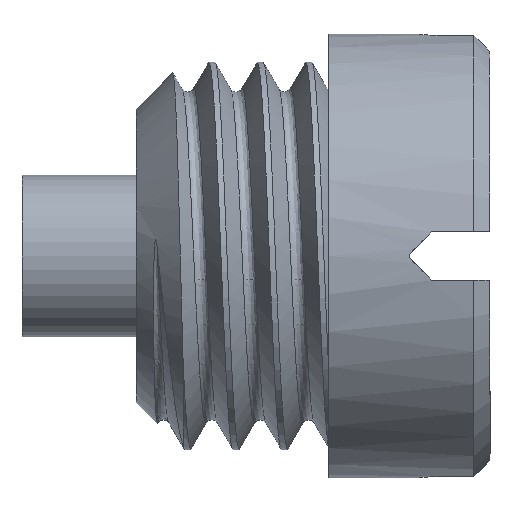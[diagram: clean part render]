
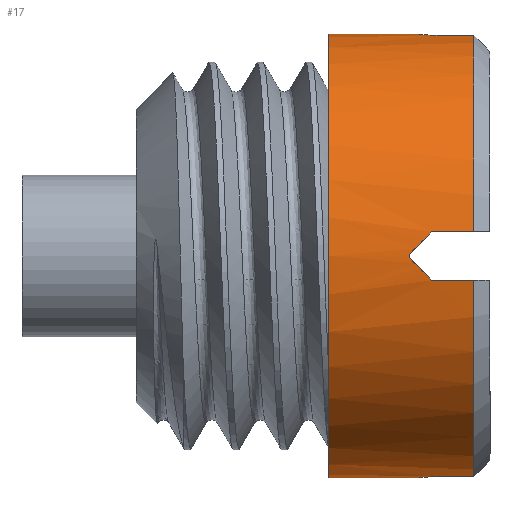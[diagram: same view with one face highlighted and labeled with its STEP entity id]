
A CAD part, front view. The second image highlights one B-rep face of the part: STEP entity #17.
In plain terms, the highlighted cylindrical face has radius 13.75 mm (diameter 27.5 mm), a full revolution.
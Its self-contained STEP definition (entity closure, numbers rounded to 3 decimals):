
#17 = ADVANCED_FACE('',(#18),#253,.T.);
#18 = FACE_BOUND('',#19,.F.);
#19 = EDGE_LOOP('',(#20,#31,#39,#46,#47,#56,#65,#73,#82,#90,#99,#108,
    #117,#125,#134,#142,#151,#160,#169,#177,#186,#194,#203,#212,#221,
    #229,#238,#246));
#20 = ORIENTED_EDGE('',*,*,#21,.F.);
#21 = EDGE_CURVE('',#22,#24,#26,.T.);
#22 = VERTEX_POINT('',#23);
#23 = CARTESIAN_POINT('',(49.9,1.75,0.));
#24 = VERTEX_POINT('',#25);
#25 = CARTESIAN_POINT('',(49.9,1.75,-0.1));
#26 = CIRCLE('',#27,13.75);
#27 = AXIS2_PLACEMENT_3D('',#28,#29,#30);
#28 = CARTESIAN_POINT('',(49.9,-12.,0.));
#29 = DIRECTION('',(-1.,0.,0.));
#30 = DIRECTION('',(0.,1.,0.));
#31 = ORIENTED_EDGE('',*,*,#32,.F.);
#32 = EDGE_CURVE('',#33,#22,#35,.T.);
#33 = VERTEX_POINT('',#34);
#34 = CARTESIAN_POINT('',(44.9,1.75,0.));
#35 = LINE('',#36,#37);
#36 = CARTESIAN_POINT('',(44.9,1.75,0.));
#37 = VECTOR('',#38,1.);
#38 = DIRECTION('',(1.,0.,0.));
#39 = ORIENTED_EDGE('',*,*,#40,.F.);
#40 = EDGE_CURVE('',#33,#33,#41,.T.);
#41 = CIRCLE('',#42,13.75);
#42 = AXIS2_PLACEMENT_3D('',#43,#44,#45);
#43 = CARTESIAN_POINT('',(44.9,-12.,0.));
#44 = DIRECTION('',(1.,0.,0.));
#45 = DIRECTION('',(0.,1.,0.));
#46 = ORIENTED_EDGE('',*,*,#32,.T.);
#47 = ORIENTED_EDGE('',*,*,#48,.F.);
#48 = EDGE_CURVE('',#49,#22,#51,.T.);
#49 = VERTEX_POINT('',#50);
#50 = CARTESIAN_POINT('',(49.9,1.75,0.1));
#51 = CIRCLE('',#52,13.75);
#52 = AXIS2_PLACEMENT_3D('',#53,#54,#55);
#53 = CARTESIAN_POINT('',(49.9,-12.,0.));
#54 = DIRECTION('',(-1.,0.,0.));
#55 = DIRECTION('',(0.,1.,0.));
#56 = ORIENTED_EDGE('',*,*,#57,.T.);
#57 = EDGE_CURVE('',#49,#58,#60,.T.);
#58 = VERTEX_POINT('',#59);
#59 = CARTESIAN_POINT('',(51.3,1.668,1.5));
#60 = ELLIPSE('',#61,19.445,13.75);
#61 = AXIS2_PLACEMENT_3D('',#62,#63,#64);
#62 = CARTESIAN_POINT('',(49.8,-12.,0.));
#63 = DIRECTION('',(0.707,0.,-0.707)
  );
#64 = DIRECTION('',(-0.707,0.,-0.707)
  );
#65 = ORIENTED_EDGE('',*,*,#66,.F.);
#66 = EDGE_CURVE('',#67,#58,#69,.T.);
#67 = VERTEX_POINT('',#68);
#68 = CARTESIAN_POINT('',(53.9,1.668,1.5));
#69 = LINE('',#70,#71);
#70 = CARTESIAN_POINT('',(44.9,1.668,1.5));
#71 = VECTOR('',#72,1.);
#72 = DIRECTION('',(-1.,0.,0.));
#73 = ORIENTED_EDGE('',*,*,#74,.T.);
#74 = EDGE_CURVE('',#67,#75,#77,.T.);
#75 = VERTEX_POINT('',#76);
#76 = CARTESIAN_POINT('',(53.9,-10.5,13.668));
#77 = CIRCLE('',#78,13.75);
#78 = AXIS2_PLACEMENT_3D('',#79,#80,#81);
#79 = CARTESIAN_POINT('',(53.9,-12.,0.));
#80 = DIRECTION('',(1.,0.,0.));
#81 = DIRECTION('',(0.,1.,0.));
#82 = ORIENTED_EDGE('',*,*,#83,.T.);
#83 = EDGE_CURVE('',#75,#84,#86,.T.);
#84 = VERTEX_POINT('',#85);
#85 = CARTESIAN_POINT('',(51.3,-10.5,13.668));
#86 = LINE('',#87,#88);
#87 = CARTESIAN_POINT('',(44.9,-10.5,13.668));
#88 = VECTOR('',#89,1.);
#89 = DIRECTION('',(-1.,0.,0.));
#90 = ORIENTED_EDGE('',*,*,#91,.F.);
#91 = EDGE_CURVE('',#92,#84,#94,.T.);
#92 = VERTEX_POINT('',#93);
#93 = CARTESIAN_POINT('',(49.9,-11.9,13.75));
#94 = ELLIPSE('',#95,19.445,13.75);
#95 = AXIS2_PLACEMENT_3D('',#96,#97,#98);
#96 = CARTESIAN_POINT('',(49.8,-12.,0.));
#97 = DIRECTION('',(-0.707,0.707,0.)
  );
#98 = DIRECTION('',(-0.707,-0.707,0.)
  );
#99 = ORIENTED_EDGE('',*,*,#100,.F.);
#100 = EDGE_CURVE('',#101,#92,#103,.T.);
#101 = VERTEX_POINT('',#102);
#102 = CARTESIAN_POINT('',(49.9,-12.1,13.75));
#103 = CIRCLE('',#104,13.75);
#104 = AXIS2_PLACEMENT_3D('',#105,#106,#107);
#105 = CARTESIAN_POINT('',(49.9,-12.,0.));
#106 = DIRECTION('',(-1.,0.,0.));
#107 = DIRECTION('',(0.,1.,0.));
#108 = ORIENTED_EDGE('',*,*,#109,.T.);
#109 = EDGE_CURVE('',#101,#110,#112,.T.);
#110 = VERTEX_POINT('',#111);
#111 = CARTESIAN_POINT('',(51.3,-13.5,13.668));
#112 = ELLIPSE('',#113,19.445,13.75);
#113 = AXIS2_PLACEMENT_3D('',#114,#115,#116);
#114 = CARTESIAN_POINT('',(49.8,-12.,0.));
#115 = DIRECTION('',(0.707,0.707,0.));
#116 = DIRECTION('',(-0.707,0.707,0.)
  );
#117 = ORIENTED_EDGE('',*,*,#118,.F.);
#118 = EDGE_CURVE('',#119,#110,#121,.T.);
#119 = VERTEX_POINT('',#120);
#120 = CARTESIAN_POINT('',(53.9,-13.5,13.668));
#121 = LINE('',#122,#123);
#122 = CARTESIAN_POINT('',(44.9,-13.5,13.668));
#123 = VECTOR('',#124,1.);
#124 = DIRECTION('',(-1.,0.,0.));
#125 = ORIENTED_EDGE('',*,*,#126,.T.);
#126 = EDGE_CURVE('',#119,#127,#129,.T.);
#127 = VERTEX_POINT('',#128);
#128 = CARTESIAN_POINT('',(53.9,-25.668,1.5));
#129 = CIRCLE('',#130,13.75);
#130 = AXIS2_PLACEMENT_3D('',#131,#132,#133);
#131 = CARTESIAN_POINT('',(53.9,-12.,0.));
#132 = DIRECTION('',(1.,0.,0.));
#133 = DIRECTION('',(0.,1.,0.));
#134 = ORIENTED_EDGE('',*,*,#135,.T.);
#135 = EDGE_CURVE('',#127,#136,#138,.T.);
#136 = VERTEX_POINT('',#137);
#137 = CARTESIAN_POINT('',(51.3,-25.668,1.5));
#138 = LINE('',#139,#140);
#139 = CARTESIAN_POINT('',(44.9,-25.668,1.5));
#140 = VECTOR('',#141,1.);
#141 = DIRECTION('',(-1.,0.,0.));
#142 = ORIENTED_EDGE('',*,*,#143,.F.);
#143 = EDGE_CURVE('',#144,#136,#146,.T.);
#144 = VERTEX_POINT('',#145);
#145 = CARTESIAN_POINT('',(49.9,-25.75,0.1));
#146 = ELLIPSE('',#147,19.445,13.75);
#147 = AXIS2_PLACEMENT_3D('',#148,#149,#150);
#148 = CARTESIAN_POINT('',(49.8,-12.,0.));
#149 = DIRECTION('',(-0.707,0.,0.707)
  );
#150 = DIRECTION('',(-0.707,0.,-0.707)
  );
#151 = ORIENTED_EDGE('',*,*,#152,.F.);
#152 = EDGE_CURVE('',#153,#144,#155,.T.);
#153 = VERTEX_POINT('',#154);
#154 = CARTESIAN_POINT('',(49.9,-25.75,-0.1));
#155 = CIRCLE('',#156,13.75);
#156 = AXIS2_PLACEMENT_3D('',#157,#158,#159);
#157 = CARTESIAN_POINT('',(49.9,-12.,0.));
#158 = DIRECTION('',(-1.,0.,0.));
#159 = DIRECTION('',(0.,1.,0.));
#160 = ORIENTED_EDGE('',*,*,#161,.T.);
#161 = EDGE_CURVE('',#153,#162,#164,.T.);
#162 = VERTEX_POINT('',#163);
#163 = CARTESIAN_POINT('',(51.3,-25.668,-1.5));
#164 = ELLIPSE('',#165,19.445,13.75);
#165 = AXIS2_PLACEMENT_3D('',#166,#167,#168);
#166 = CARTESIAN_POINT('',(49.8,-12.,0.));
#167 = DIRECTION('',(0.707,0.,0.707));
#168 = DIRECTION('',(-0.707,0.,0.707)
  );
#169 = ORIENTED_EDGE('',*,*,#170,.F.);
#170 = EDGE_CURVE('',#171,#162,#173,.T.);
#171 = VERTEX_POINT('',#172);
#172 = CARTESIAN_POINT('',(53.9,-25.668,-1.5));
#173 = LINE('',#174,#175);
#174 = CARTESIAN_POINT('',(44.9,-25.668,-1.5));
#175 = VECTOR('',#176,1.);
#176 = DIRECTION('',(-1.,0.,0.));
#177 = ORIENTED_EDGE('',*,*,#178,.T.);
#178 = EDGE_CURVE('',#171,#179,#181,.T.);
#179 = VERTEX_POINT('',#180);
#180 = CARTESIAN_POINT('',(53.9,-13.5,-13.668));
#181 = CIRCLE('',#182,13.75);
#182 = AXIS2_PLACEMENT_3D('',#183,#184,#185);
#183 = CARTESIAN_POINT('',(53.9,-12.,0.));
#184 = DIRECTION('',(1.,0.,0.));
#185 = DIRECTION('',(0.,1.,0.));
#186 = ORIENTED_EDGE('',*,*,#187,.T.);
#187 = EDGE_CURVE('',#179,#188,#190,.T.);
#188 = VERTEX_POINT('',#189);
#189 = CARTESIAN_POINT('',(51.3,-13.5,-13.668));
#190 = LINE('',#191,#192);
#191 = CARTESIAN_POINT('',(44.9,-13.5,-13.668));
#192 = VECTOR('',#193,1.);
#193 = DIRECTION('',(-1.,0.,0.));
#194 = ORIENTED_EDGE('',*,*,#195,.F.);
#195 = EDGE_CURVE('',#196,#188,#198,.T.);
#196 = VERTEX_POINT('',#197);
#197 = CARTESIAN_POINT('',(49.9,-12.1,-13.75));
#198 = ELLIPSE('',#199,19.445,13.75);
#199 = AXIS2_PLACEMENT_3D('',#200,#201,#202);
#200 = CARTESIAN_POINT('',(49.8,-12.,0.));
#201 = DIRECTION('',(-0.707,-0.707,0.
    ));
#202 = DIRECTION('',(-0.707,0.707,0.)
  );
#203 = ORIENTED_EDGE('',*,*,#204,.F.);
#204 = EDGE_CURVE('',#205,#196,#207,.T.);
#205 = VERTEX_POINT('',#206);
#206 = CARTESIAN_POINT('',(49.9,-11.9,-13.75));
#207 = CIRCLE('',#208,13.75);
#208 = AXIS2_PLACEMENT_3D('',#209,#210,#211);
#209 = CARTESIAN_POINT('',(49.9,-12.,0.));
#210 = DIRECTION('',(-1.,0.,0.));
#211 = DIRECTION('',(0.,1.,0.));
#212 = ORIENTED_EDGE('',*,*,#213,.T.);
#213 = EDGE_CURVE('',#205,#214,#216,.T.);
#214 = VERTEX_POINT('',#215);
#215 = CARTESIAN_POINT('',(51.3,-10.5,-13.668));
#216 = ELLIPSE('',#217,19.445,13.75);
#217 = AXIS2_PLACEMENT_3D('',#218,#219,#220);
#218 = CARTESIAN_POINT('',(49.8,-12.,0.));
#219 = DIRECTION('',(0.707,-0.707,0.)
  );
#220 = DIRECTION('',(-0.707,-0.707,0.)
  );
#221 = ORIENTED_EDGE('',*,*,#222,.F.);
#222 = EDGE_CURVE('',#223,#214,#225,.T.);
#223 = VERTEX_POINT('',#224);
#224 = CARTESIAN_POINT('',(53.9,-10.5,-13.668));
#225 = LINE('',#226,#227);
#226 = CARTESIAN_POINT('',(44.9,-10.5,-13.668));
#227 = VECTOR('',#228,1.);
#228 = DIRECTION('',(-1.,0.,0.));
#229 = ORIENTED_EDGE('',*,*,#230,.T.);
#230 = EDGE_CURVE('',#223,#231,#233,.T.);
#231 = VERTEX_POINT('',#232);
#232 = CARTESIAN_POINT('',(53.9,1.668,-1.5));
#233 = CIRCLE('',#234,13.75);
#234 = AXIS2_PLACEMENT_3D('',#235,#236,#237);
#235 = CARTESIAN_POINT('',(53.9,-12.,0.));
#236 = DIRECTION('',(1.,0.,0.));
#237 = DIRECTION('',(0.,1.,0.));
#238 = ORIENTED_EDGE('',*,*,#239,.T.);
#239 = EDGE_CURVE('',#231,#240,#242,.T.);
#240 = VERTEX_POINT('',#241);
#241 = CARTESIAN_POINT('',(51.3,1.668,-1.5));
#242 = LINE('',#243,#244);
#243 = CARTESIAN_POINT('',(44.9,1.668,-1.5));
#244 = VECTOR('',#245,1.);
#245 = DIRECTION('',(-1.,0.,0.));
#246 = ORIENTED_EDGE('',*,*,#247,.F.);
#247 = EDGE_CURVE('',#24,#240,#248,.T.);
#248 = ELLIPSE('',#249,19.445,13.75);
#249 = AXIS2_PLACEMENT_3D('',#250,#251,#252);
#250 = CARTESIAN_POINT('',(49.8,-12.,0.));
#251 = DIRECTION('',(-0.707,0.,-0.707
    ));
#252 = DIRECTION('',(-0.707,0.,0.707)
  );
#253 = CYLINDRICAL_SURFACE('',#254,13.75);
#254 = AXIS2_PLACEMENT_3D('',#255,#256,#257);
#255 = CARTESIAN_POINT('',(44.9,-12.,0.));
#256 = DIRECTION('',(-1.,0.,0.));
#257 = DIRECTION('',(0.,1.,0.));
